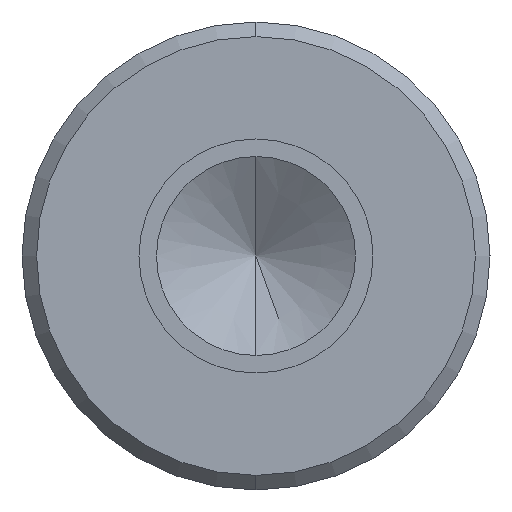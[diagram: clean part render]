
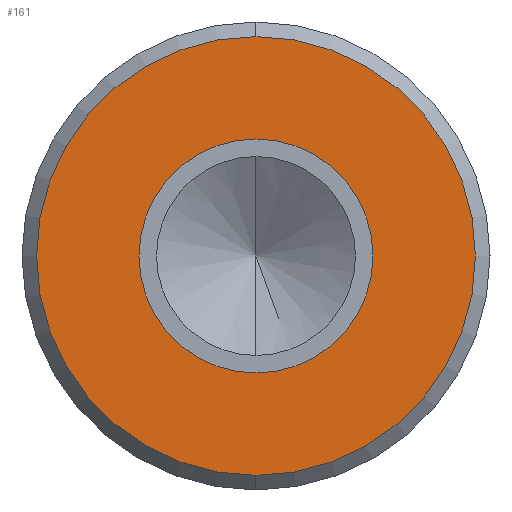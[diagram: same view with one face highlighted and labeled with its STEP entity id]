
A CAD part, left-side view. The second image highlights one B-rep face of the part: STEP entity #161.
In plain terms, the highlighted planar face has unit normal (-1, 0, 0).
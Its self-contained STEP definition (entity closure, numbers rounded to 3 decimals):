
#47 = VERTEX_POINT ( 'NONE', #485 ) ;
#48 = EDGE_CURVE ( 'NONE', #49, #47, #537, .T. ) ;
#49 = VERTEX_POINT ( 'NONE', #486 ) ;
#56 = VERTEX_POINT ( 'NONE', #529 ) ;
#58 = EDGE_CURVE ( 'NONE', #56, #113, #525, .T. ) ;
#66 = DIRECTION ( 'NONE',  ( 0., 0., 1. ) ) ;
#113 = VERTEX_POINT ( 'NONE', #472 ) ;
#134 = EDGE_LOOP ( 'NONE', ( #136, #144 ) ) ;
#136 = ORIENTED_EDGE ( 'NONE', *, *, #267, .F. ) ;
#139 = ORIENTED_EDGE ( 'NONE', *, *, #48, .T. ) ;
#144 = ORIENTED_EDGE ( 'NONE', *, *, #58, .F. ) ;
#161 = ADVANCED_FACE ( 'NONE', ( #624, #623 ), #549, .F. ) ;
#177 = ORIENTED_EDGE ( 'NONE', *, *, #261, .T. ) ;
#181 = EDGE_LOOP ( 'NONE', ( #177, #139 ) ) ;
#261 = EDGE_CURVE ( 'NONE', #47, #49, #694, .T. ) ;
#267 = EDGE_CURVE ( 'NONE', #113, #56, #750, .T. ) ;
#472 = CARTESIAN_POINT ( 'NONE',  ( -70., 0., 4. ) ) ;
#485 = CARTESIAN_POINT ( 'NONE',  ( -70., 0., -7.5 ) ) ;
#486 = CARTESIAN_POINT ( 'NONE',  ( -70., 0., 7.5 ) ) ;
#517 = DIRECTION ( 'NONE',  ( 0., 0., 1. ) ) ;
#518 = DIRECTION ( 'NONE',  ( -1., 0., 0. ) ) ;
#519 = CARTESIAN_POINT ( 'NONE',  ( -70., 0., 0. ) ) ;
#520 = AXIS2_PLACEMENT_3D ( 'NONE', #519, #518, #517 ) ;
#525 = CIRCLE ( 'NONE', #520, 4. ) ;
#529 = CARTESIAN_POINT ( 'NONE',  ( -70., 0., -4. ) ) ;
#533 = DIRECTION ( 'NONE',  ( 0., 0., -1. ) ) ;
#534 = DIRECTION ( 'NONE',  ( -1., 0., 0. ) ) ;
#535 = CARTESIAN_POINT ( 'NONE',  ( -70., 0., 0. ) ) ;
#536 = AXIS2_PLACEMENT_3D ( 'NONE', #535, #534, #533 ) ;
#537 = CIRCLE ( 'NONE', #536, 7.5 ) ;
#549 = PLANE ( 'NONE',  #621 ) ;
#575 = CARTESIAN_POINT ( 'NONE',  ( -70., 8., 0. ) ) ;
#617 = DIRECTION ( 'NONE',  ( 0., 0., -1. ) ) ;
#618 = DIRECTION ( 'NONE',  ( 1., 0., 0. ) ) ;
#621 = AXIS2_PLACEMENT_3D ( 'NONE', #575, #618, #617 ) ;
#623 = FACE_BOUND ( 'NONE', #134, .T. ) ;
#624 = FACE_OUTER_BOUND ( 'NONE', #181, .T. ) ;
#694 = CIRCLE ( 'NONE', #720, 7.5 ) ;
#720 = AXIS2_PLACEMENT_3D ( 'NONE', #738, #728, #727 ) ;
#727 = DIRECTION ( 'NONE',  ( 0., 0., -1. ) ) ;
#728 = DIRECTION ( 'NONE',  ( -1., 0., 0. ) ) ;
#738 = CARTESIAN_POINT ( 'NONE',  ( -70., 0., 0. ) ) ;
#747 = DIRECTION ( 'NONE',  ( -1., 0., 0. ) ) ;
#748 = CARTESIAN_POINT ( 'NONE',  ( -70., 0., 0. ) ) ;
#749 = AXIS2_PLACEMENT_3D ( 'NONE', #748, #747, #66 ) ;
#750 = CIRCLE ( 'NONE', #749, 4. ) ;
